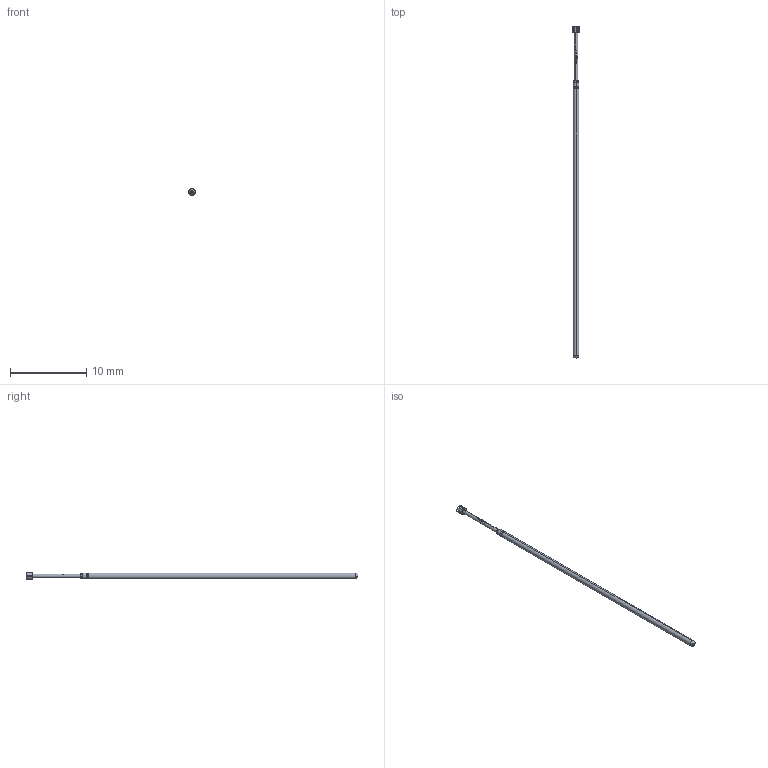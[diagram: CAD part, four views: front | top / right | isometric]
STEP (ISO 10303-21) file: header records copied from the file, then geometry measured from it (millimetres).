
FILE_DESCRIPTION (( 'STEP AP203' ), '1' );
FILE_NAME ('INGUN_GKS-050_319_090_A_xx00_C.STEP', '2021-06-24T08:34:57', ( '' ), ( '' ), 'SwSTEP 2.0', 'SolidWorks 2018', '' );
FILE_SCHEMA (( 'CONFIG_CONTROL_DESIGN' ));
Length unit declared in the file: millimetre
Products named in the file (1): INGUN_GKS-050_319_090_A_xx00_C
Bounding box: 0.9 x 43.5 x 0.9 mm (x, y, z)
Volume: 18.8 mm3; surface area: 104.5 mm2
Topology: 1 solids, 1 shells, 105 faces, 290 edges, 188 vertices
Faces by surface type: bspline 42, plane 26, cylinder 20, torus 8, cone 7, sphere 2
Entity records: 4304 total; most frequent: CARTESIAN_POINT 2009, ORIENTED_EDGE 576, EDGE_CURVE 288, DIRECTION 282, VERTEX_POINT 188, B_SPLINE_CURVE_WITH_KNOTS 186, AXIS2_PLACEMENT_3D 116, EDGE_LOOP 108
